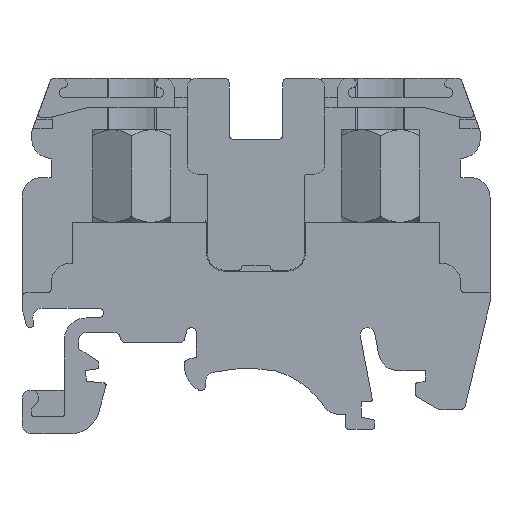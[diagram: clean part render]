
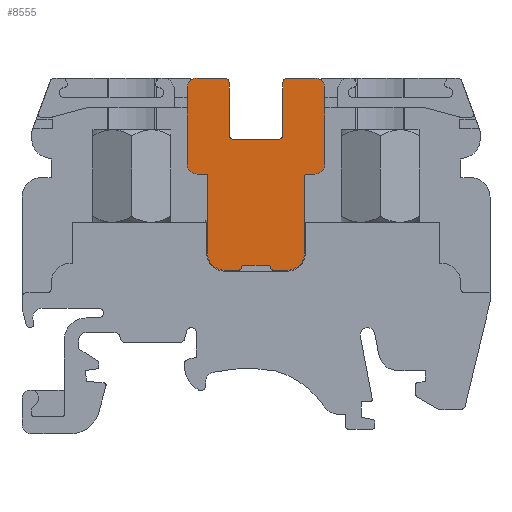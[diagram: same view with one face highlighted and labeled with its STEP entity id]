
A CAD part, front view. The second image highlights one B-rep face of the part: STEP entity #8555.
In plain terms, the highlighted planar face has unit normal (0, -1, 0).
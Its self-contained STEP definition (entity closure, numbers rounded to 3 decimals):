
#389=PLANE('',#12147);
#1083=LINE('',#17159,#1850);
#1093=LINE('',#17198,#1860);
#1094=LINE('',#17200,#1861);
#1096=LINE('',#17203,#1863);
#1103=LINE('',#17225,#1870);
#1109=LINE('',#17246,#1876);
#1111=LINE('',#17250,#1878);
#1114=LINE('',#17260,#1881);
#1159=LINE('',#17394,#1926);
#1162=LINE('',#17398,#1929);
#1163=LINE('',#17400,#1930);
#1166=LINE('',#17404,#1933);
#1167=LINE('',#17409,#1934);
#1168=LINE('',#17410,#1935);
#1850=VECTOR('',#14329,1000.);
#1860=VECTOR('',#14365,1000.);
#1861=VECTOR('',#14368,1000.);
#1863=VECTOR('',#14372,1000.);
#1870=VECTOR('',#14393,1000.);
#1876=VECTOR('',#14413,1000.);
#1878=VECTOR('',#14417,1000.);
#1881=VECTOR('',#14428,1000.);
#1926=VECTOR('',#14559,1000.);
#1929=VECTOR('',#14564,1000.);
#1930=VECTOR('',#14567,1000.);
#1933=VECTOR('',#14572,1000.);
#1934=VECTOR('',#14579,1000.);
#1935=VECTOR('',#14580,1000.);
#4200=ORIENTED_EDGE('',*,*,#5531,.T.);
#4201=ORIENTED_EDGE('',*,*,#5528,.T.);
#4202=ORIENTED_EDGE('',*,*,#5664,.F.);
#4203=ORIENTED_EDGE('',*,*,#5651,.F.);
#4204=ORIENTED_EDGE('',*,*,#5658,.F.);
#4205=ORIENTED_EDGE('',*,*,#5597,.T.);
#4206=ORIENTED_EDGE('',*,*,#5593,.T.);
#4207=ORIENTED_EDGE('',*,*,#5590,.T.);
#4208=ORIENTED_EDGE('',*,*,#5587,.T.);
#4209=ORIENTED_EDGE('',*,*,#5585,.T.);
#4210=ORIENTED_EDGE('',*,*,#5576,.T.);
#4211=ORIENTED_EDGE('',*,*,#5662,.T.);
#4212=ORIENTED_EDGE('',*,*,#5544,.T.);
#4213=ORIENTED_EDGE('',*,*,#5562,.F.);
#4214=ORIENTED_EDGE('',*,*,#5552,.T.);
#4215=ORIENTED_EDGE('',*,*,#5559,.F.);
#4216=ORIENTED_EDGE('',*,*,#5548,.T.);
#4217=ORIENTED_EDGE('',*,*,#5560,.F.);
#4218=ORIENTED_EDGE('',*,*,#5556,.T.);
#4219=ORIENTED_EDGE('',*,*,#5655,.T.);
#4220=ORIENTED_EDGE('',*,*,#5580,.T.);
#4221=ORIENTED_EDGE('',*,*,#5583,.T.);
#4222=ORIENTED_EDGE('',*,*,#5570,.T.);
#4223=ORIENTED_EDGE('',*,*,#5573,.F.);
#4224=ORIENTED_EDGE('',*,*,#5566,.T.);
#4225=ORIENTED_EDGE('',*,*,#5659,.F.);
#4226=ORIENTED_EDGE('',*,*,#5647,.F.);
#4227=ORIENTED_EDGE('',*,*,#5665,.F.);
#4228=ORIENTED_EDGE('',*,*,#5538,.T.);
#4229=ORIENTED_EDGE('',*,*,#5535,.T.);
#4230=ORIENTED_EDGE('',*,*,#5541,.F.);
#5528=EDGE_CURVE('',#6419,#6418,#6860,.F.);
#5531=EDGE_CURVE('',#6421,#6419,#6862,.T.);
#5535=EDGE_CURVE('',#6425,#6424,#6864,.T.);
#5538=EDGE_CURVE('',#6427,#6425,#6866,.F.);
#5541=EDGE_CURVE('',#6421,#6424,#1083,.T.);
#5544=EDGE_CURVE('',#6431,#6430,#6868,.F.);
#5548=EDGE_CURVE('',#6435,#6434,#6870,.T.);
#5552=EDGE_CURVE('',#6439,#6438,#6872,.T.);
#5556=EDGE_CURVE('',#6443,#6442,#6874,.F.);
#5559=EDGE_CURVE('',#6435,#6438,#1093,.T.);
#5560=EDGE_CURVE('',#6443,#6434,#1094,.T.);
#5562=EDGE_CURVE('',#6439,#6430,#1096,.T.);
#5566=EDGE_CURVE('',#6447,#6446,#6876,.T.);
#5570=EDGE_CURVE('',#6451,#6450,#6878,.F.);
#5573=EDGE_CURVE('',#6447,#6450,#1103,.T.);
#5576=EDGE_CURVE('',#6455,#6454,#6880,.F.);
#5580=EDGE_CURVE('',#6459,#6458,#6882,.F.);
#5583=EDGE_CURVE('',#6458,#6451,#1109,.T.);
#5585=EDGE_CURVE('',#6461,#6455,#1111,.T.);
#5587=EDGE_CURVE('',#6462,#6461,#6883,.F.);
#5590=EDGE_CURVE('',#6464,#6462,#1114,.T.);
#5593=EDGE_CURVE('',#6466,#6464,#6885,.F.);
#5597=EDGE_CURVE('',#6469,#6466,#6888,.T.);
#5647=EDGE_CURVE('',#6502,#6503,#6901,.T.);
#5651=EDGE_CURVE('',#6506,#6507,#6903,.T.);
#5655=EDGE_CURVE('',#6442,#6459,#1159,.T.);
#5658=EDGE_CURVE('',#6469,#6506,#1162,.T.);
#5659=EDGE_CURVE('',#6503,#6446,#1163,.T.);
#5662=EDGE_CURVE('',#6454,#6431,#1166,.T.);
#5664=EDGE_CURVE('',#6507,#6418,#1167,.T.);
#5665=EDGE_CURVE('',#6427,#6502,#1168,.T.);
#6418=VERTEX_POINT('',#17132);
#6419=VERTEX_POINT('',#17134);
#6421=VERTEX_POINT('',#17140);
#6424=VERTEX_POINT('',#17147);
#6425=VERTEX_POINT('',#17149);
#6427=VERTEX_POINT('',#17155);
#6430=VERTEX_POINT('',#17165);
#6431=VERTEX_POINT('',#17167);
#6434=VERTEX_POINT('',#17174);
#6435=VERTEX_POINT('',#17176);
#6438=VERTEX_POINT('',#17183);
#6439=VERTEX_POINT('',#17185);
#6442=VERTEX_POINT('',#17192);
#6443=VERTEX_POINT('',#17194);
#6446=VERTEX_POINT('',#17210);
#6447=VERTEX_POINT('',#17212);
#6450=VERTEX_POINT('',#17219);
#6451=VERTEX_POINT('',#17221);
#6454=VERTEX_POINT('',#17231);
#6455=VERTEX_POINT('',#17233);
#6458=VERTEX_POINT('',#17240);
#6459=VERTEX_POINT('',#17242);
#6461=VERTEX_POINT('',#17251);
#6462=VERTEX_POINT('',#17255);
#6464=VERTEX_POINT('',#17261);
#6466=VERTEX_POINT('',#17267);
#6469=VERTEX_POINT('',#17275);
#6502=VERTEX_POINT('',#17377);
#6503=VERTEX_POINT('',#17378);
#6506=VERTEX_POINT('',#17386);
#6507=VERTEX_POINT('',#17387);
#6860=CIRCLE('',#12054,0.25);
#6862=CIRCLE('',#12057,0.25);
#6864=CIRCLE('',#12060,0.25);
#6866=CIRCLE('',#12063,0.25);
#6868=CIRCLE('',#12067,0.5);
#6870=CIRCLE('',#12070,0.5);
#6872=CIRCLE('',#12073,0.5);
#6874=CIRCLE('',#12076,0.5);
#6876=CIRCLE('',#12082,0.25);
#6878=CIRCLE('',#12085,1.);
#6880=CIRCLE('',#12089,1.);
#6882=CIRCLE('',#12092,1.);
#6883=CIRCLE('',#12096,1.);
#6885=CIRCLE('',#12100,0.5);
#6888=CIRCLE('',#12104,0.25);
#6901=CIRCLE('',#12136,1.7);
#6903=CIRCLE('',#12139,1.7);
#7389=EDGE_LOOP('',(#4200,#4201,#4202,#4203,#4204,#4205,#4206,#4207,#4208,
#4209,#4210,#4211,#4212,#4213,#4214,#4215,#4216,#4217,#4218,#4219,#4220,
#4221,#4222,#4223,#4224,#4225,#4226,#4227,#4228,#4229,#4230));
#7910=FACE_BOUND('',#7389,.T.);
#8555=ADVANCED_FACE('',(#7910),#389,.F.);
#12054=AXIS2_PLACEMENT_3D('',#17133,#14301,#14302);
#12057=AXIS2_PLACEMENT_3D('',#17139,#14308,#14309);
#12060=AXIS2_PLACEMENT_3D('',#17148,#14316,#14317);
#12063=AXIS2_PLACEMENT_3D('',#17154,#14323,#14324);
#12067=AXIS2_PLACEMENT_3D('',#17166,#14335,#14336);
#12070=AXIS2_PLACEMENT_3D('',#17175,#14343,#14344);
#12073=AXIS2_PLACEMENT_3D('',#17184,#14351,#14352);
#12076=AXIS2_PLACEMENT_3D('',#17193,#14359,#14360);
#12082=AXIS2_PLACEMENT_3D('',#17211,#14379,#14380);
#12085=AXIS2_PLACEMENT_3D('',#17220,#14387,#14388);
#12089=AXIS2_PLACEMENT_3D('',#17232,#14399,#14400);
#12092=AXIS2_PLACEMENT_3D('',#17241,#14407,#14408);
#12096=AXIS2_PLACEMENT_3D('',#17254,#14421,#14422);
#12100=AXIS2_PLACEMENT_3D('',#17266,#14433,#14434);
#12104=AXIS2_PLACEMENT_3D('',#17274,#14442,#14443);
#12136=AXIS2_PLACEMENT_3D('',#17376,#14543,#14544);
#12139=AXIS2_PLACEMENT_3D('',#17385,#14551,#14552);
#12147=AXIS2_PLACEMENT_3D('',#17408,#14577,#14578);
#14301=DIRECTION('',(0.,1.,0.));
#14302=DIRECTION('',(0.,0.,1.));
#14308=DIRECTION('',(0.,1.,0.));
#14309=DIRECTION('',(0.,0.,1.));
#14316=DIRECTION('',(0.,1.,0.));
#14317=DIRECTION('',(0.,0.,1.));
#14323=DIRECTION('',(0.,1.,0.));
#14324=DIRECTION('',(0.,0.,1.));
#14329=DIRECTION('',(-1.,0.,0.));
#14335=DIRECTION('',(0.,1.,0.));
#14336=DIRECTION('',(0.,0.,1.));
#14343=DIRECTION('',(0.,1.,0.));
#14344=DIRECTION('',(0.,0.,1.));
#14351=DIRECTION('',(0.,1.,0.));
#14352=DIRECTION('',(0.,0.,1.));
#14359=DIRECTION('',(0.,1.,0.));
#14360=DIRECTION('',(0.,0.,1.));
#14365=DIRECTION('',(1.,0.,0.));
#14368=DIRECTION('',(0.,0.,-1.));
#14372=DIRECTION('',(0.,0.,1.));
#14379=DIRECTION('',(0.,1.,0.));
#14380=DIRECTION('',(0.,0.,1.));
#14387=DIRECTION('',(0.,1.,0.));
#14388=DIRECTION('',(0.,0.,1.));
#14393=DIRECTION('',(-1.,0.,0.));
#14399=DIRECTION('',(0.,1.,0.));
#14400=DIRECTION('',(0.,0.,1.));
#14407=DIRECTION('',(0.,1.,0.));
#14408=DIRECTION('',(0.,0.,1.));
#14413=DIRECTION('',(0.,0.,-1.));
#14417=DIRECTION('',(0.,0.,1.));
#14421=DIRECTION('',(0.,1.,0.));
#14422=DIRECTION('',(0.,0.,1.));
#14428=DIRECTION('',(1.,0.,0.));
#14433=DIRECTION('',(0.,1.,0.));
#14434=DIRECTION('',(0.,0.,1.));
#14442=DIRECTION('',(0.,1.,0.));
#14443=DIRECTION('',(0.,0.,1.));
#14543=DIRECTION('',(0.,1.,0.));
#14544=DIRECTION('',(1.,0.,0.));
#14551=DIRECTION('',(0.,1.,0.));
#14552=DIRECTION('',(-1.,0.,0.));
#14559=DIRECTION('',(-1.,0.,0.));
#14564=DIRECTION('',(0.,0.,-1.));
#14567=DIRECTION('',(0.,0.,1.));
#14572=DIRECTION('',(-1.,0.,0.));
#14577=DIRECTION('',(0.,1.,0.));
#14578=DIRECTION('',(0.,0.,1.));
#14579=DIRECTION('',(-1.,0.,0.));
#14580=DIRECTION('',(-1.,0.,0.));
#17132=CARTESIAN_POINT('',(1.75,-6.3,-4.9));
#17133=CARTESIAN_POINT('',(1.75,-6.3,-4.65));
#17134=CARTESIAN_POINT('',(1.5,-6.3,-4.65));
#17139=CARTESIAN_POINT('',(1.25,-6.3,-4.65));
#17140=CARTESIAN_POINT('',(1.25,-6.3,-4.4));
#17147=CARTESIAN_POINT('',(-1.25,-6.3,-4.4));
#17148=CARTESIAN_POINT('',(-1.25,-6.3,-4.65));
#17149=CARTESIAN_POINT('',(-1.5,-6.3,-4.65));
#17154=CARTESIAN_POINT('',(-1.75,-6.3,-4.65));
#17155=CARTESIAN_POINT('',(-1.75,-6.3,-4.9));
#17159=CARTESIAN_POINT('',(1.5,-6.3,-4.4));
#17165=CARTESIAN_POINT('',(2.75,-6.3,14.3));
#17166=CARTESIAN_POINT('',(3.25,-6.3,14.3));
#17167=CARTESIAN_POINT('',(3.25,-6.3,14.8));
#17174=CARTESIAN_POINT('',(-2.75,-6.3,9.));
#17175=CARTESIAN_POINT('',(-2.25,-6.3,9.));
#17176=CARTESIAN_POINT('',(-2.25,-6.3,8.5));
#17183=CARTESIAN_POINT('',(2.25,-6.3,8.5));
#17184=CARTESIAN_POINT('',(2.25,-6.3,9.));
#17185=CARTESIAN_POINT('',(2.75,-6.3,9.));
#17192=CARTESIAN_POINT('',(-3.25,-6.3,14.8));
#17193=CARTESIAN_POINT('',(-3.25,-6.3,14.3));
#17194=CARTESIAN_POINT('',(-2.75,-6.3,14.3));
#17198=CARTESIAN_POINT('',(2.75,-6.3,8.5));
#17200=CARTESIAN_POINT('',(-2.75,-6.3,8.5));
#17203=CARTESIAN_POINT('',(2.75,-6.3,8.5));
#17210=CARTESIAN_POINT('',(-4.95,-6.3,4.7));
#17211=CARTESIAN_POINT('',(-5.2,-6.3,4.7));
#17212=CARTESIAN_POINT('',(-5.2,-6.3,4.95));
#17219=CARTESIAN_POINT('',(-6.05,-6.3,4.95));
#17220=CARTESIAN_POINT('',(-6.05,-6.3,5.95));
#17221=CARTESIAN_POINT('',(-7.05,-6.3,5.95));
#17225=CARTESIAN_POINT('',(-7.05,-6.3,4.95));
#17231=CARTESIAN_POINT('',(6.05,-6.3,14.8));
#17232=CARTESIAN_POINT('',(6.05,-6.3,13.8));
#17233=CARTESIAN_POINT('',(7.05,-6.3,13.8));
#17240=CARTESIAN_POINT('',(-7.05,-6.3,13.8));
#17241=CARTESIAN_POINT('',(-6.05,-6.3,13.8));
#17242=CARTESIAN_POINT('',(-6.05,-6.3,14.8));
#17246=CARTESIAN_POINT('',(-7.05,-6.3,14.8));
#17250=CARTESIAN_POINT('',(7.05,-6.3,14.8));
#17251=CARTESIAN_POINT('',(7.05,-6.3,5.95));
#17254=CARTESIAN_POINT('',(6.05,-6.3,5.95));
#17255=CARTESIAN_POINT('',(6.05,-6.3,4.95));
#17260=CARTESIAN_POINT('',(5.55,-6.3,4.95));
#17261=CARTESIAN_POINT('',(5.191,-6.3,4.95));
#17266=CARTESIAN_POINT('',(5.15,-6.3,5.448));
#17267=CARTESIAN_POINT('',(5.183,-6.3,4.949));
#17274=CARTESIAN_POINT('',(5.2,-6.3,4.7));
#17275=CARTESIAN_POINT('',(4.95,-6.3,4.7));
#17376=CARTESIAN_POINT('',(-3.25,-6.3,-3.2));
#17377=CARTESIAN_POINT('',(-3.25,-6.3,-4.9));
#17378=CARTESIAN_POINT('',(-4.95,-6.3,-3.2));
#17385=CARTESIAN_POINT('',(3.25,-6.3,-3.2));
#17386=CARTESIAN_POINT('',(4.95,-6.3,-3.2));
#17387=CARTESIAN_POINT('',(3.25,-6.3,-4.9));
#17394=CARTESIAN_POINT('',(-6.05,-6.3,14.8));
#17398=CARTESIAN_POINT('',(4.95,-6.3,-3.2));
#17400=CARTESIAN_POINT('',(-4.95,-6.3,4.9));
#17404=CARTESIAN_POINT('',(-6.05,-6.3,14.8));
#17408=CARTESIAN_POINT('',(3.25,-6.3,-3.2));
#17409=CARTESIAN_POINT('',(-3.25,-6.3,-4.9));
#17410=CARTESIAN_POINT('',(-3.25,-6.3,-4.9));
